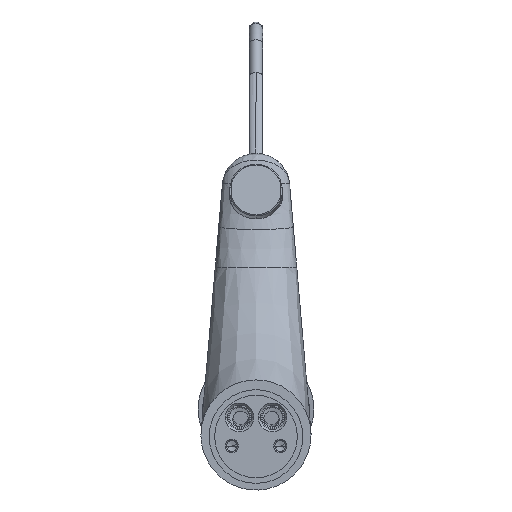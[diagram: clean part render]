
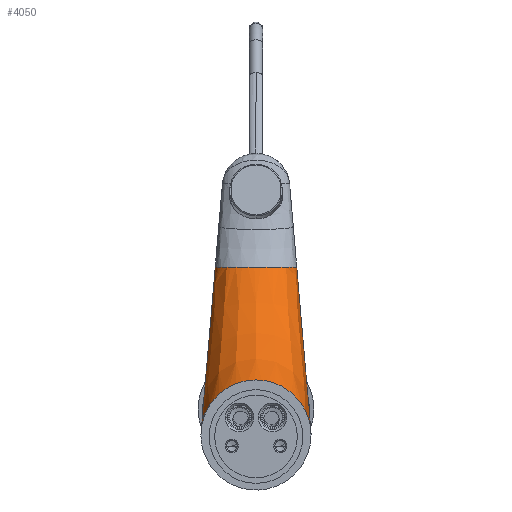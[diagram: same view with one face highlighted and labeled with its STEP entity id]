
A CAD part, front view. The second image highlights one B-rep face of the part: STEP entity #4050.
In plain terms, the highlighted free-form (B-spline) face has degree [3, 3] with [11, 7] control points.
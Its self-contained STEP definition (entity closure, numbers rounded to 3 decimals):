
#56=CARTESIAN_POINT('',(-25.,0.,0.));
#57=CARTESIAN_POINT('',(-25.,0.,3.272));
#58=CARTESIAN_POINT('',(-23.698,0.,9.816));
#59=CARTESIAN_POINT('',(-18.138,0.,18.138));
#60=CARTESIAN_POINT('',(-9.816,0.,23.698));
#61=CARTESIAN_POINT('',(0.,0.,25.651));
#62=CARTESIAN_POINT('',(9.816,0.,23.698));
#63=CARTESIAN_POINT('',(18.138,0.,18.138));
#64=CARTESIAN_POINT('',(23.698,0.,9.816));
#65=CARTESIAN_POINT('',(25.,0.,3.272));
#66=CARTESIAN_POINT('',(25.,0.,0.));
#68=CARTESIAN_POINT('',(-18.5,60.227,76.218));
#69=CARTESIAN_POINT('',(-19.168,58.806,68.42));
#70=CARTESIAN_POINT('',(-20.516,54.055,52.663));
#71=CARTESIAN_POINT('',(-22.398,40.959,30.621));
#72=CARTESIAN_POINT('',(-23.966,22.55,12.21));
#73=CARTESIAN_POINT('',(-24.712,7.722,3.404));
#74=CARTESIAN_POINT('',(-25.,0.,0.));
#76=CARTESIAN_POINT('',(18.5,60.227,76.218));
#77=CARTESIAN_POINT('',(18.5,58.629,76.218));
#78=CARTESIAN_POINT('',(17.537,55.435,76.218));
#79=CARTESIAN_POINT('',(13.422,51.371,76.218));
#80=CARTESIAN_POINT('',(7.264,48.657,76.218));
#81=CARTESIAN_POINT('',(0.,47.703,76.218));
#82=CARTESIAN_POINT('',(-7.264,48.657,76.218));
#83=CARTESIAN_POINT('',(-13.422,51.371,76.218));
#84=CARTESIAN_POINT('',(-17.537,55.435,76.218));
#85=CARTESIAN_POINT('',(-18.5,58.629,76.218));
#86=CARTESIAN_POINT('',(-18.5,60.227,76.218));
#130=CARTESIAN_POINT('',(25.,0.,0.));
#131=CARTESIAN_POINT('',(24.712,7.722,3.404));
#132=CARTESIAN_POINT('',(23.966,22.55,12.21));
#133=CARTESIAN_POINT('',(22.398,40.959,30.621));
#134=CARTESIAN_POINT('',(20.516,54.055,52.663));
#135=CARTESIAN_POINT('',(19.168,58.806,68.42));
#136=CARTESIAN_POINT('',(18.5,60.227,76.218));
#144=CARTESIAN_POINT('',(18.5,60.227,76.218));
#3340=VERTEX_POINT('',#144);
#3343=CARTESIAN_POINT('',(-18.5,60.227,76.218));
#3345=VERTEX_POINT('',#3343);
#3360=VERTEX_POINT('',#56);
#3361=VERTEX_POINT('',#66);
#3963=CARTESIAN_POINT('',(25.022,-0.927,
-1.144));
#3964=CARTESIAN_POINT('',(24.734,7.206,2.297));
#3965=CARTESIAN_POINT('',(23.984,22.548,11.24));
#3966=CARTESIAN_POINT('',(22.397,41.385,30.097));
#3967=CARTESIAN_POINT('',(20.488,54.696,52.689));
#3968=CARTESIAN_POINT('',(19.111,59.392,68.932));
#3969=CARTESIAN_POINT('',(18.419,60.737,77.076));
#3970=CARTESIAN_POINT('',(25.131,-0.883,
2.368));
#3971=CARTESIAN_POINT('',(24.822,6.868,5.887));
#3972=CARTESIAN_POINT('',(24.044,21.41,14.683));
#3973=CARTESIAN_POINT('',(22.448,39.367,32.582));
#3974=CARTESIAN_POINT('',(20.552,52.418,53.833));
#3975=CARTESIAN_POINT('',(19.187,57.434,69.226));
#3976=CARTESIAN_POINT('',(18.498,59.046,77.041));
#3977=CARTESIAN_POINT('',(23.876,-0.799,
9.201));
#3978=CARTESIAN_POINT('',(23.556,6.219,12.714));
#3979=CARTESIAN_POINT('',(22.783,19.263,21.018));
#3980=CARTESIAN_POINT('',(21.265,35.592,37.035));
#3981=CARTESIAN_POINT('',(19.492,48.13,55.843));
#3982=CARTESIAN_POINT('',(18.218,53.686,69.741));
#3983=CARTESIAN_POINT('',(17.573,55.759,76.98));
#3984=CARTESIAN_POINT('',(18.168,-0.696,
17.759));
#3985=CARTESIAN_POINT('',(17.908,5.417,21.061));
#3986=CARTESIAN_POINT('',(17.3,16.659,28.492));
#3987=CARTESIAN_POINT('',(16.144,31.056,42.127));
#3988=CARTESIAN_POINT('',(14.811,42.944,58.089));
#3989=CARTESIAN_POINT('',(13.856,49.067,70.311));
#3990=CARTESIAN_POINT('',(13.371,51.645,76.912));
#3991=CARTESIAN_POINT('',(9.833,-0.629,
23.344));
#3992=CARTESIAN_POINT('',(9.688,4.896,26.438));
#3993=CARTESIAN_POINT('',(9.353,14.99,33.21));
#3994=CARTESIAN_POINT('',(8.727,28.161,45.283));
#3995=CARTESIAN_POINT('',(8.011,39.624,59.462));
#3996=CARTESIAN_POINT('',(7.498,46.079,70.657));
#3997=CARTESIAN_POINT('',(7.236,48.962,76.87));
#3998=CARTESIAN_POINT('',(0.,-0.606,25.306));
#3999=CARTESIAN_POINT('',(0.,4.714,28.316));
#4000=CARTESIAN_POINT('',(0.,14.408,34.843));
#4001=CARTESIAN_POINT('',(0.,27.155,46.366));
#4002=CARTESIAN_POINT('',(0.,38.467,59.929));
#4003=CARTESIAN_POINT('',(0.,45.034,70.775));
#4004=CARTESIAN_POINT('',(0.,48.019,76.856));
#4005=CARTESIAN_POINT('',(-9.833,-0.629,
23.344));
#4006=CARTESIAN_POINT('',(-9.688,4.896,26.438));
#4007=CARTESIAN_POINT('',(-9.353,14.99,33.21));
#4008=CARTESIAN_POINT('',(-8.727,28.161,45.283));
#4009=CARTESIAN_POINT('',(-8.011,39.624,59.462));
#4010=CARTESIAN_POINT('',(-7.498,46.079,70.657));
#4011=CARTESIAN_POINT('',(-7.236,48.962,76.87));
#4012=CARTESIAN_POINT('',(-18.168,-0.696,
17.759));
#4013=CARTESIAN_POINT('',(-17.908,5.417,21.061));
#4014=CARTESIAN_POINT('',(-17.3,16.659,28.492));
#4015=CARTESIAN_POINT('',(-16.144,31.056,42.127));
#4016=CARTESIAN_POINT('',(-14.811,42.944,58.089));
#4017=CARTESIAN_POINT('',(-13.856,49.067,70.311));
#4018=CARTESIAN_POINT('',(-13.371,51.645,76.912));
#4019=CARTESIAN_POINT('',(-23.877,-0.799,
9.2));
#4020=CARTESIAN_POINT('',(-23.557,6.219,12.713));
#4021=CARTESIAN_POINT('',(-22.784,19.263,21.017));
#4022=CARTESIAN_POINT('',(-21.266,35.593,37.034));
#4023=CARTESIAN_POINT('',(-19.492,48.131,55.843));
#4024=CARTESIAN_POINT('',(-18.219,53.686,69.741));
#4025=CARTESIAN_POINT('',(-17.574,55.759,76.98));
#4026=CARTESIAN_POINT('',(-25.132,-0.883,
2.365));
#4027=CARTESIAN_POINT('',(-24.823,6.868,5.884));
#4028=CARTESIAN_POINT('',(-24.045,21.411,14.68));
#4029=CARTESIAN_POINT('',(-22.449,39.369,32.58));
#4030=CARTESIAN_POINT('',(-20.553,52.42,53.832));
#4031=CARTESIAN_POINT('',(-19.187,57.436,69.226));
#4032=CARTESIAN_POINT('',(-18.498,59.048,77.041));
#4033=CARTESIAN_POINT('',(-25.022,-0.927,
-1.148));
#4034=CARTESIAN_POINT('',(-24.734,7.206,2.292));
#4035=CARTESIAN_POINT('',(-23.984,22.549,11.236));
#4036=CARTESIAN_POINT('',(-22.397,41.388,30.094));
#4037=CARTESIAN_POINT('',(-20.488,54.699,52.688));
#4038=CARTESIAN_POINT('',(-19.111,59.394,68.931));
#4039=CARTESIAN_POINT('',(-18.419,60.739,77.076));
#4040=B_SPLINE_SURFACE_WITH_KNOTS('',3,3,((#3963,#3964,#3965,#3966,#3967,#3968,
#3969),(#3970,#3971,#3972,#3973,#3974,#3975,#3976),(#3977,#3978,#3979,#3980,
#3981,#3982,#3983),(#3984,#3985,#3986,#3987,#3988,#3989,#3990),(#3991,#3992,
#3993,#3994,#3995,#3996,#3997),(#3998,#3999,#4000,#4001,#4002,#4003,#4004),(
#4005,#4006,#4007,#4008,#4009,#4010,#4011),(#4012,#4013,#4014,#4015,#4016,#4017,
#4018),(#4019,#4020,#4021,#4022,#4023,#4024,#4025),(#4026,#4027,#4028,#4029,
#4030,#4031,#4032),(#4033,#4034,#4035,#4036,#4037,#4038,#4039)),.UNSPECIFIED.,
.F.,.F.,.F.,(4,1,1,1,1,1,1,1,4),(4,1,1,1,4),(-0.01,0.125,0.25,
0.375,0.5,0.625,0.75,0.875,1.01),(-0.007,
0.174,0.349,0.523,0.704),
.UNSPECIFIED.);
#4042=ORIENTED_EDGE('',*,*,#4041,.F.);
#4043=ORIENTED_EDGE('',*,*,#3946,.F.);
#4045=ORIENTED_EDGE('',*,*,#4044,.F.);
#4047=ORIENTED_EDGE('',*,*,#4046,.F.);
#4048=EDGE_LOOP('',(#4042,#4043,#4045,#4047));
#4049=FACE_OUTER_BOUND('',#4048,.F.);
#4050=ADVANCED_FACE('',(#4049),#4040,.F.);
#67=B_SPLINE_CURVE_WITH_KNOTS('',3,(#56,#57,#58,#59,#60,#61,#62,#63,#64,#65,
#66),.UNSPECIFIED.,.F.,.F.,(4,1,1,1,1,1,1,1,4),(0.,0.125,0.25,0.375,
0.5,0.625,0.75,0.875,1.),.UNSPECIFIED.);
#75=B_SPLINE_CURVE_WITH_KNOTS('',3,(#68,#69,#70,#71,#72,#73,#74),.UNSPECIFIED.,
.F.,.F.,(4,1,1,1,4),(0.,0.25,0.5,0.75,1.),.UNSPECIFIED.);
#87=B_SPLINE_CURVE_WITH_KNOTS('',3,(#76,#77,#78,#79,#80,#81,#82,#83,#84,#85,
#86),.UNSPECIFIED.,.F.,.F.,(4,1,1,1,1,1,1,1,4),(0.,0.125,0.25,0.375,
0.5,0.625,0.75,0.875,1.),.UNSPECIFIED.);
#137=B_SPLINE_CURVE_WITH_KNOTS('',3,(#130,#131,#132,#133,#134,#135,#136),
.UNSPECIFIED.,.F.,.F.,(4,1,1,1,4),(0.,0.25,0.5,0.75,1.),
.UNSPECIFIED.);
#3946=EDGE_CURVE('',#3345,#3360,#75,.T.);
#4041=EDGE_CURVE('',#3360,#3361,#67,.T.);
#4044=EDGE_CURVE('',#3340,#3345,#87,.T.);
#4046=EDGE_CURVE('',#3361,#3340,#137,.T.);
